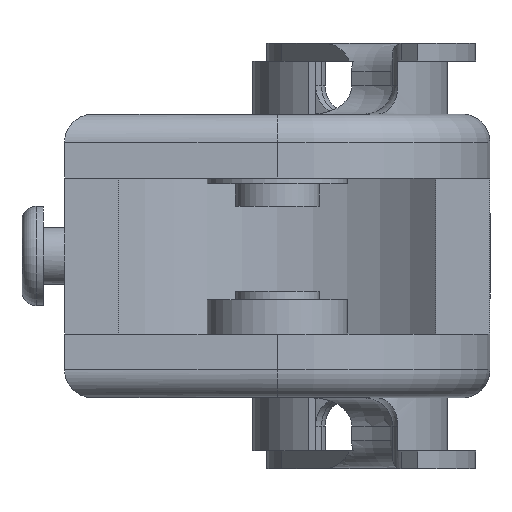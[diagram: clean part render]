
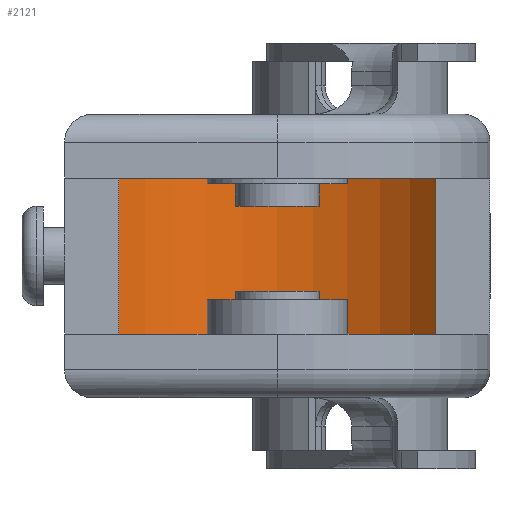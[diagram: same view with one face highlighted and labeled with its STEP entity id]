
A CAD part, left-side view. The second image highlights one B-rep face of the part: STEP entity #2121.
In plain terms, the highlighted cylindrical face has radius 7.5 mm (diameter 15 mm), a partial arc.
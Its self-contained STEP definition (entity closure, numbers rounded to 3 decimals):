
#239=FACE_OUTER_BOUND('',#369,.T.);
#369=EDGE_LOOP('',(#1895,#1896,#1897,#1898));
#529=LINE('',#3979,#687);
#530=LINE('',#3981,#688);
#687=VECTOR('',#3018,10.);
#688=VECTOR('',#3021,10.);
#805=CIRCLE('',#2344,7.5);
#807=CIRCLE('',#2347,7.5);
#997=VERTEX_POINT('',#3897);
#998=VERTEX_POINT('',#3899);
#1000=VERTEX_POINT('',#3905);
#1001=VERTEX_POINT('',#3907);
#1284=EDGE_CURVE('',#997,#998,#805,.T.);
#1288=EDGE_CURVE('',#1000,#1001,#807,.T.);
#1321=EDGE_CURVE('',#997,#1001,#529,.T.);
#1322=EDGE_CURVE('',#998,#1000,#530,.T.);
#1895=ORIENTED_EDGE('',*,*,#1321,.T.);
#1896=ORIENTED_EDGE('',*,*,#1288,.F.);
#1897=ORIENTED_EDGE('',*,*,#1322,.F.);
#1898=ORIENTED_EDGE('',*,*,#1284,.F.);
#2008=CYLINDRICAL_SURFACE('',#2385,7.5);
#2121=ADVANCED_FACE('',(#239),#2008,.F.);
#2344=AXIS2_PLACEMENT_3D('',#3900,#2916,#2917);
#2347=AXIS2_PLACEMENT_3D('',#3908,#2924,#2925);
#2385=AXIS2_PLACEMENT_3D('',#3980,#3019,#3020);
#2916=DIRECTION('center_axis',(0.,0.,1.));
#2917=DIRECTION('ref_axis',(1.,0.,0.));
#2924=DIRECTION('center_axis',(0.,0.,-1.));
#2925=DIRECTION('ref_axis',(1.,0.,0.));
#3018=DIRECTION('',(0.,0.,1.));
#3019=DIRECTION('center_axis',(0.,0.,1.));
#3020=DIRECTION('ref_axis',(1.,0.,0.));
#3021=DIRECTION('',(0.,0.,1.));
#3897=CARTESIAN_POINT('',(24.5,-5.59,-2.75));
#3899=CARTESIAN_POINT('',(24.5,5.59,-2.75));
#3900=CARTESIAN_POINT('Origin',(19.5,0.,-2.75));
#3905=CARTESIAN_POINT('',(24.5,5.59,2.75));
#3907=CARTESIAN_POINT('',(24.5,-5.59,2.75));
#3908=CARTESIAN_POINT('Origin',(19.5,0.,2.75));
#3979=CARTESIAN_POINT('',(24.5,-5.59,0.));
#3980=CARTESIAN_POINT('Origin',(19.5,0.,0.));
#3981=CARTESIAN_POINT('',(24.5,5.59,0.));
